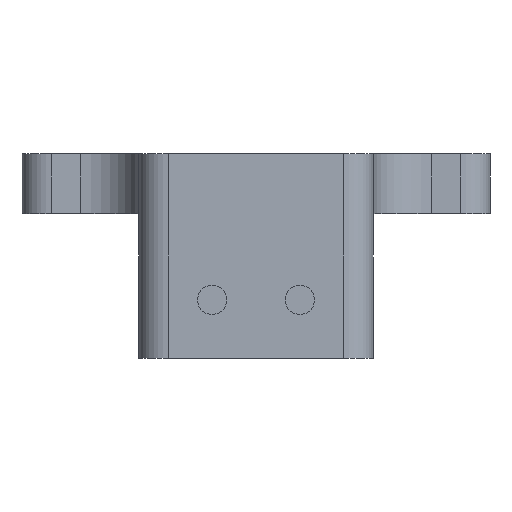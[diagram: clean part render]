
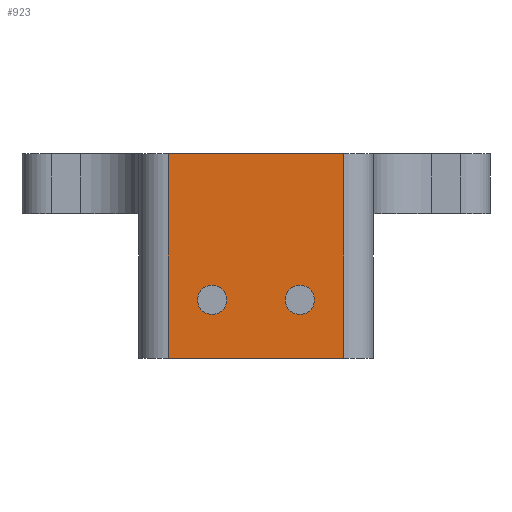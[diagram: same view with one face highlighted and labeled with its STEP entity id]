
A CAD part, left-side view. The second image highlights one B-rep face of the part: STEP entity #923.
In plain terms, the highlighted planar face has unit normal (-1, 0, 0).
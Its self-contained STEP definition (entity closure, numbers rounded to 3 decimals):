
#24 = AXIS2_PLACEMENT_3D ( 'NONE', #803, #405, #181 ) ;
#48 = CARTESIAN_POINT ( 'NONE',  ( -11.9, 4., 2.05 ) ) ;
#60 = DIRECTION ( 'NONE',  ( -1., 0., 0. ) ) ;
#65 = VECTOR ( 'NONE', #1192, 1000. ) ;
#88 = EDGE_LOOP ( 'NONE', ( #1114, #967 ) ) ;
#94 = CIRCLE ( 'NONE', #1161, 0.5 ) ;
#99 = LINE ( 'NONE', #526, #911 ) ;
#157 = FACE_OUTER_BOUND ( 'NONE', #1290, .T. ) ;
#167 = DIRECTION ( 'NONE',  ( -1., 0., 0. ) ) ;
#181 = DIRECTION ( 'NONE',  ( 0., -1., 0. ) ) ;
#188 = CARTESIAN_POINT ( 'NONE',  ( -11.9, 1.5, -2.95 ) ) ;
#196 = AXIS2_PLACEMENT_3D ( 'NONE', #48, #477, #800 ) ;
#205 = VERTEX_POINT ( 'NONE', #303 ) ;
#256 = VERTEX_POINT ( 'NONE', #735 ) ;
#268 = DIRECTION ( 'NONE',  ( 0., -1., 0. ) ) ;
#288 = DIRECTION ( 'NONE',  ( -1., 0., 0. ) ) ;
#303 = CARTESIAN_POINT ( 'NONE',  ( -11.9, 2., -2.95 ) ) ;
#317 = EDGE_CURVE ( 'NONE', #1100, #946, #1054, .T. ) ;
#321 = EDGE_CURVE ( 'NONE', #766, #730, #99, .T. ) ;
#329 = CARTESIAN_POINT ( 'NONE',  ( -11.9, -1., -2.95 ) ) ;
#331 = VERTEX_POINT ( 'NONE', #329 ) ;
#342 = CARTESIAN_POINT ( 'NONE',  ( -11.9, 3., -4.95 ) ) ;
#345 = ORIENTED_EDGE ( 'NONE', *, *, #1115, .F. ) ;
#386 = FACE_BOUND ( 'NONE', #619, .T. ) ;
#393 = AXIS2_PLACEMENT_3D ( 'NONE', #1360, #60, #268 ) ;
#405 = DIRECTION ( 'NONE',  ( -1., 0., 0. ) ) ;
#450 = EDGE_CURVE ( 'NONE', #1100, #730, #1302, .T. ) ;
#454 = AXIS2_PLACEMENT_3D ( 'NONE', #188, #167, #588 ) ;
#477 = DIRECTION ( 'NONE',  ( -1., 0., 0. ) ) ;
#501 = CARTESIAN_POINT ( 'NONE',  ( -11.9, -3., -4.95 ) ) ;
#521 = CIRCLE ( 'NONE', #393, 0.5 ) ;
#526 = CARTESIAN_POINT ( 'NONE',  ( -11.9, 3., -4.75 ) ) ;
#569 = CARTESIAN_POINT ( 'NONE',  ( -11.9, 3., 2.05 ) ) ;
#578 = CARTESIAN_POINT ( 'NONE',  ( -11.9, 3., -4.95 ) ) ;
#588 = DIRECTION ( 'NONE',  ( 0., -1., 0. ) ) ;
#594 = CARTESIAN_POINT ( 'NONE',  ( -11.9, 4., 2.05 ) ) ;
#619 = EDGE_LOOP ( 'NONE', ( #826, #345 ) ) ;
#716 = VECTOR ( 'NONE', #719, 1000. ) ;
#719 = DIRECTION ( 'NONE',  ( 0., 0., 1. ) ) ;
#730 = VERTEX_POINT ( 'NONE', #578 ) ;
#735 = CARTESIAN_POINT ( 'NONE',  ( -11.9, -2., -2.95 ) ) ;
#737 = CARTESIAN_POINT ( 'NONE',  ( -11.9, -3., 2.05 ) ) ;
#766 = VERTEX_POINT ( 'NONE', #569 ) ;
#800 = DIRECTION ( 'NONE',  ( 0., -1., 0. ) ) ;
#803 = CARTESIAN_POINT ( 'NONE',  ( -11.9, -1.5, -2.95 ) ) ;
#804 = VECTOR ( 'NONE', #1353, 1000. ) ;
#826 = ORIENTED_EDGE ( 'NONE', *, *, #1087, .F. ) ;
#828 = CARTESIAN_POINT ( 'NONE',  ( -11.9, -3., 2.05 ) ) ;
#876 = ORIENTED_EDGE ( 'NONE', *, *, #317, .T. ) ;
#911 = VECTOR ( 'NONE', #948, 1000. ) ;
#923 = ADVANCED_FACE ( 'NONE', ( #386, #1212, #157 ), #1005, .T. ) ;
#946 = VERTEX_POINT ( 'NONE', #737 ) ;
#948 = DIRECTION ( 'NONE',  ( 0., 0., -1. ) ) ;
#967 = ORIENTED_EDGE ( 'NONE', *, *, #1147, .F. ) ;
#990 = ORIENTED_EDGE ( 'NONE', *, *, #450, .F. ) ;
#1005 = PLANE ( 'NONE',  #196 ) ;
#1015 = VERTEX_POINT ( 'NONE', #1239 ) ;
#1052 = CIRCLE ( 'NONE', #454, 0.5 ) ;
#1054 = LINE ( 'NONE', #828, #716 ) ;
#1087 = EDGE_CURVE ( 'NONE', #331, #256, #521, .T. ) ;
#1091 = EDGE_CURVE ( 'NONE', #205, #1015, #1052, .T. ) ;
#1100 = VERTEX_POINT ( 'NONE', #501 ) ;
#1114 = ORIENTED_EDGE ( 'NONE', *, *, #1091, .F. ) ;
#1115 = EDGE_CURVE ( 'NONE', #256, #331, #1231, .T. ) ;
#1127 = EDGE_CURVE ( 'NONE', #946, #766, #1233, .T. ) ;
#1139 = DIRECTION ( 'NONE',  ( 0., -1., 0. ) ) ;
#1147 = EDGE_CURVE ( 'NONE', #1015, #205, #94, .T. ) ;
#1161 = AXIS2_PLACEMENT_3D ( 'NONE', #1250, #288, #1139 ) ;
#1192 = DIRECTION ( 'NONE',  ( 0., 1., 0. ) ) ;
#1193 = ORIENTED_EDGE ( 'NONE', *, *, #1127, .T. ) ;
#1212 = FACE_BOUND ( 'NONE', #88, .T. ) ;
#1231 = CIRCLE ( 'NONE', #24, 0.5 ) ;
#1233 = LINE ( 'NONE', #594, #804 ) ;
#1239 = CARTESIAN_POINT ( 'NONE',  ( -11.9, 1., -2.95 ) ) ;
#1250 = CARTESIAN_POINT ( 'NONE',  ( -11.9, 1.5, -2.95 ) ) ;
#1278 = ORIENTED_EDGE ( 'NONE', *, *, #321, .T. ) ;
#1290 = EDGE_LOOP ( 'NONE', ( #1193, #1278, #990, #876 ) ) ;
#1302 = LINE ( 'NONE', #342, #65 ) ;
#1353 = DIRECTION ( 'NONE',  ( 0., 1., 0. ) ) ;
#1360 = CARTESIAN_POINT ( 'NONE',  ( -11.9, -1.5, -2.95 ) ) ;
